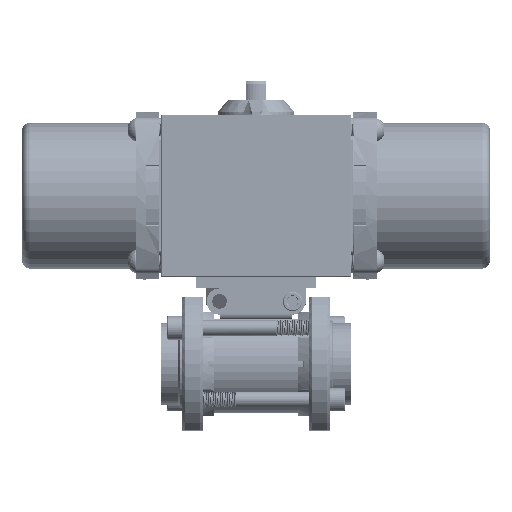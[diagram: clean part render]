
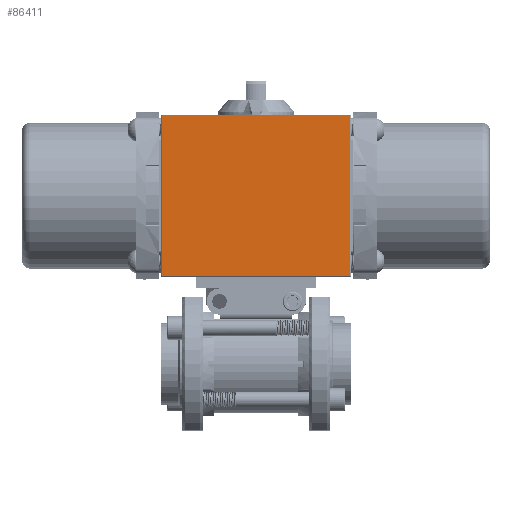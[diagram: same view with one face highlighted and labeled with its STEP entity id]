
A CAD part, top view. The second image highlights one B-rep face of the part: STEP entity #86411.
In plain terms, the highlighted planar face has unit normal (0, 0, 1).
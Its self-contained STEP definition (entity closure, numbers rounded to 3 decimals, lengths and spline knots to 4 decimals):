
#5339 = LINE ( 'NONE', #32662, #106732 ) ;
#7933 = EDGE_CURVE ( 'NONE', #54113, #118401, #5339, .T. ) ;
#9515 = CARTESIAN_POINT ( 'NONE',  ( 2.251, 2.094, 1.55 ) ) ;
#10914 = LINE ( 'NONE', #94582, #147410 ) ;
#15355 = DIRECTION ( 'NONE',  ( -1., 0., 0. ) ) ;
#15749 = ORIENTED_EDGE ( 'NONE', *, *, #32441, .T. ) ;
#18688 = ORIENTED_EDGE ( 'NONE', *, *, #168523, .T. ) ;
#19938 = DIRECTION ( 'NONE',  ( 0., -1., 0. ) ) ;
#27432 = LINE ( 'NONE', #38196, #128684 ) ;
#32441 = EDGE_CURVE ( 'NONE', #131962, #107379, #55003, .T. ) ;
#32662 = CARTESIAN_POINT ( 'NONE',  ( 2.251, 5.974, 1.55 ) ) ;
#38196 = CARTESIAN_POINT ( 'NONE',  ( -2.275, 2.094, 1.55 ) ) ;
#42082 = DIRECTION ( 'NONE',  ( 0., -1., 0. ) ) ;
#43437 = AXIS2_PLACEMENT_3D ( 'NONE', #151155, #99155, #19938 ) ;
#47968 = EDGE_CURVE ( 'NONE', #107379, #54113, #27432, .T. ) ;
#50849 = VECTOR ( 'NONE', #42082, 39.3701 ) ;
#54113 = VERTEX_POINT ( 'NONE', #9515 ) ;
#55003 = LINE ( 'NONE', #147736, #50849 ) ;
#59236 = DIRECTION ( 'NONE',  ( 0., 1., 0. ) ) ;
#75159 = CARTESIAN_POINT ( 'NONE',  ( -2.255, 2.094, 1.55 ) ) ;
#86411 = ADVANCED_FACE ( 'NONE', ( #96987 ), #165005, .F. ) ;
#87971 = ORIENTED_EDGE ( 'NONE', *, *, #47968, .T. ) ;
#90179 = DIRECTION ( 'NONE',  ( 1., 0., 0. ) ) ;
#94582 = CARTESIAN_POINT ( 'NONE',  ( -2.275, 5.954, 1.55 ) ) ;
#96987 = FACE_OUTER_BOUND ( 'NONE', #164147, .T. ) ;
#99155 = DIRECTION ( 'NONE',  ( 0., 0., -1. ) ) ;
#106732 = VECTOR ( 'NONE', #59236, 39.3701 ) ;
#107379 = VERTEX_POINT ( 'NONE', #75159 ) ;
#108656 = CARTESIAN_POINT ( 'NONE',  ( -2.255, 5.954, 1.55 ) ) ;
#118401 = VERTEX_POINT ( 'NONE', #118867 ) ;
#118867 = CARTESIAN_POINT ( 'NONE',  ( 2.251, 5.954, 1.55 ) ) ;
#128684 = VECTOR ( 'NONE', #90179, 39.3701 ) ;
#130618 = ORIENTED_EDGE ( 'NONE', *, *, #7933, .T. ) ;
#131962 = VERTEX_POINT ( 'NONE', #108656 ) ;
#147410 = VECTOR ( 'NONE', #15355, 39.3701 ) ;
#147736 = CARTESIAN_POINT ( 'NONE',  ( -2.255, 2.074, 1.55 ) ) ;
#151155 = CARTESIAN_POINT ( 'NONE',  ( -2.275, 5.974, 1.55 ) ) ;
#164147 = EDGE_LOOP ( 'NONE', ( #130618, #18688, #15749, #87971 ) ) ;
#165005 = PLANE ( 'NONE',  #43437 ) ;
#168523 = EDGE_CURVE ( 'NONE', #118401, #131962, #10914, .T. ) ;
